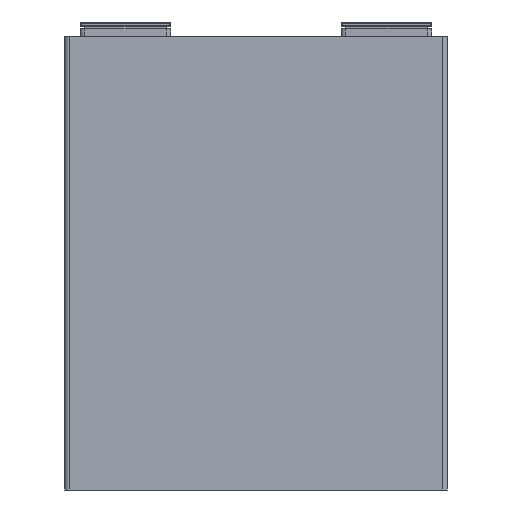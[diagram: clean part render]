
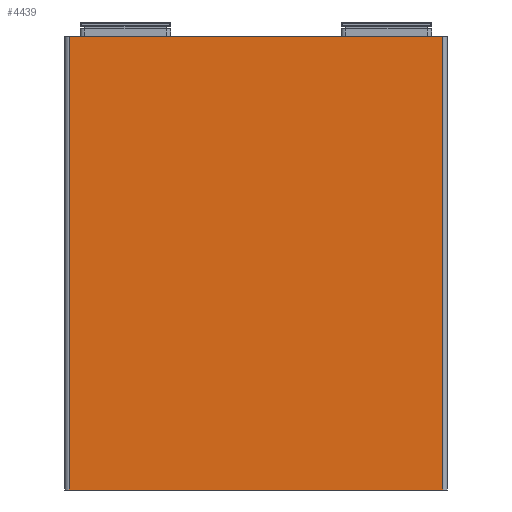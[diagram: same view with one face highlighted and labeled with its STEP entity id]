
A CAD part, front view. The second image highlights one B-rep face of the part: STEP entity #4439.
In plain terms, the highlighted planar face has unit normal (0, -1, 0).
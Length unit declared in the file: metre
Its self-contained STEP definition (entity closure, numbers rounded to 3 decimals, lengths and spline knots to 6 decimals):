
#4439 = ADVANCED_FACE( 'PartBody', ( #9212 ), #9213, .T. );
#9212 = FACE_OUTER_BOUND( '', #14335, .T. );
#9213 = PLANE( '', #14336 );
#14335 = EDGE_LOOP( '', ( #26573, #26574, #26575, #26576 ) );
#14336 = AXIS2_PLACEMENT_3D( '', #26577, #26578, #26579 );
#26573 = ORIENTED_EDGE( '', *, *, #34108, .F. );
#26574 = ORIENTED_EDGE( '', *, *, #31085, .T. );
#26575 = ORIENTED_EDGE( '', *, *, #34109, .T. );
#26576 = ORIENTED_EDGE( '', *, *, #32059, .F. );
#26577 = CARTESIAN_POINT( '', ( 0.002, 0., 0. ) );
#26578 = DIRECTION( '', ( 0., -1., 0. ) );
#26579 = DIRECTION( '', ( 0., 0., -1. ) );
#31085 = EDGE_CURVE( '', #37759, #37768, #37770, .T. );
#32059 = EDGE_CURVE( '', #39230, #39231, #39232, .T. );
#34108 = EDGE_CURVE( '', #37759, #39230, #41779, .T. );
#34109 = EDGE_CURVE( '', #37768, #39231, #41780, .T. );
#37759 = VERTEX_POINT( '', #46371 );
#37768 = VERTEX_POINT( '', #46383 );
#37770 = LINE( '', #46385, #46386 );
#39230 = VERTEX_POINT( '', #48307 );
#39231 = VERTEX_POINT( '', #48308 );
#39232 = LINE( '', #48309, #48310 );
#41779 = LINE( '', #51698, #51699 );
#41780 = LINE( '', #51700, #51701 );
#46371 = CARTESIAN_POINT( '', ( 0.002, 0., 0. ) );
#46383 = CARTESIAN_POINT( '', ( 0.171, 0., 0. ) );
#46385 = CARTESIAN_POINT( '', ( 0.0865, 0., 0. ) );
#46386 = VECTOR( '', #54948, 1. );
#48307 = CARTESIAN_POINT( '', ( 0.002, 0., 0.205 ) );
#48308 = CARTESIAN_POINT( '', ( 0.171, 0., 0.205 ) );
#48309 = CARTESIAN_POINT( '', ( 0.0865, 0., 0.205 ) );
#48310 = VECTOR( '', #56262, 1. );
#51698 = CARTESIAN_POINT( '', ( 0.002, 0., 0.1025 ) );
#51699 = VECTOR( '', #58640, 1. );
#51700 = CARTESIAN_POINT( '', ( 0.171, 0., 0.1025 ) );
#51701 = VECTOR( '', #58641, 1. );
#54948 = DIRECTION( '', ( 1., 0., 0. ) );
#56262 = DIRECTION( '', ( 1., 0., 0. ) );
#58640 = DIRECTION( '', ( 0., 0., 1. ) );
#58641 = DIRECTION( '', ( 0., 0., 1. ) );
